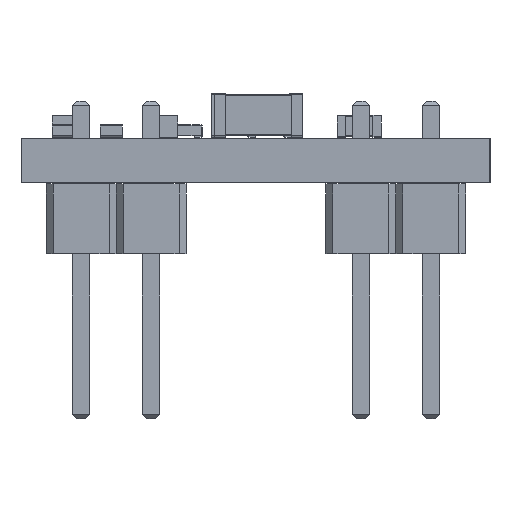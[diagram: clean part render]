
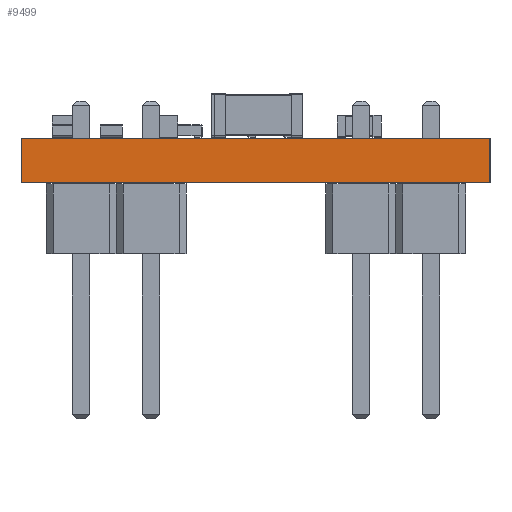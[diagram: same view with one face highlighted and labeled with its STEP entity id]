
A CAD part, left-side view. The second image highlights one B-rep face of the part: STEP entity #9499.
In plain terms, the highlighted planar face has unit normal (-1, 0, 0).
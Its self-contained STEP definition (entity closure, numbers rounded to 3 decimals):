
#9383 = EDGE_CURVE('',#9384,#9386,#9388,.T.);
#9384 = VERTEX_POINT('',#9385);
#9385 = CARTESIAN_POINT('',(186.,-52.,0.));
#9386 = VERTEX_POINT('',#9387);
#9387 = CARTESIAN_POINT('',(186.,-52.,1.6));
#9388 = SURFACE_CURVE('',#9389,(#9393,#9405),.PCURVE_S1.);
#9389 = LINE('',#9390,#9391);
#9390 = CARTESIAN_POINT('',(186.,-52.,0.));
#9391 = VECTOR('',#9392,1.);
#9392 = DIRECTION('',(0.,0.,1.));
#9393 = PCURVE('',#9394,#9399);
#9394 = PLANE('',#9395);
#9395 = AXIS2_PLACEMENT_3D('',#9396,#9397,#9398);
#9396 = CARTESIAN_POINT('',(186.,-52.,0.));
#9397 = DIRECTION('',(0.,1.,0.));
#9398 = DIRECTION('',(1.,0.,0.));
#9399 = DEFINITIONAL_REPRESENTATION('',(#9400),#9404);
#9400 = LINE('',#9401,#9402);
#9401 = CARTESIAN_POINT('',(0.,0.));
#9402 = VECTOR('',#9403,1.);
#9403 = DIRECTION('',(0.,-1.));
#9404 = ( GEOMETRIC_REPRESENTATION_CONTEXT(2) 
PARAMETRIC_REPRESENTATION_CONTEXT() REPRESENTATION_CONTEXT('2D SPACE',''
  ) );
#9405 = PCURVE('',#9406,#9411);
#9406 = PLANE('',#9407);
#9407 = AXIS2_PLACEMENT_3D('',#9408,#9409,#9410);
#9408 = CARTESIAN_POINT('',(186.,-69.,0.));
#9409 = DIRECTION('',(-1.,0.,0.));
#9410 = DIRECTION('',(0.,1.,0.));
#9411 = DEFINITIONAL_REPRESENTATION('',(#9412),#9416);
#9412 = LINE('',#9413,#9414);
#9413 = CARTESIAN_POINT('',(17.,0.));
#9414 = VECTOR('',#9415,1.);
#9415 = DIRECTION('',(0.,-1.));
#9416 = ( GEOMETRIC_REPRESENTATION_CONTEXT(2) 
PARAMETRIC_REPRESENTATION_CONTEXT() REPRESENTATION_CONTEXT('2D SPACE',''
  ) );
#9434 = PLANE('',#9435);
#9435 = AXIS2_PLACEMENT_3D('',#9436,#9437,#9438);
#9436 = CARTESIAN_POINT('',(197.,-60.5,1.6));
#9437 = DIRECTION('',(-0.,-0.,-1.));
#9438 = DIRECTION('',(-1.,0.,0.));
#9488 = PLANE('',#9489);
#9489 = AXIS2_PLACEMENT_3D('',#9490,#9491,#9492);
#9490 = CARTESIAN_POINT('',(197.,-60.5,0.));
#9491 = DIRECTION('',(-0.,-0.,-1.));
#9492 = DIRECTION('',(-1.,0.,0.));
#9499 = ADVANCED_FACE('',(#9500),#9406,.T.);
#9500 = FACE_BOUND('',#9501,.T.);
#9501 = EDGE_LOOP('',(#9502,#9532,#9553,#9554));
#9502 = ORIENTED_EDGE('',*,*,#9503,.T.);
#9503 = EDGE_CURVE('',#9504,#9506,#9508,.T.);
#9504 = VERTEX_POINT('',#9505);
#9505 = CARTESIAN_POINT('',(186.,-69.,0.));
#9506 = VERTEX_POINT('',#9507);
#9507 = CARTESIAN_POINT('',(186.,-69.,1.6));
#9508 = SURFACE_CURVE('',#9509,(#9513,#9520),.PCURVE_S1.);
#9509 = LINE('',#9510,#9511);
#9510 = CARTESIAN_POINT('',(186.,-69.,0.));
#9511 = VECTOR('',#9512,1.);
#9512 = DIRECTION('',(0.,0.,1.));
#9513 = PCURVE('',#9406,#9514);
#9514 = DEFINITIONAL_REPRESENTATION('',(#9515),#9519);
#9515 = LINE('',#9516,#9517);
#9516 = CARTESIAN_POINT('',(0.,0.));
#9517 = VECTOR('',#9518,1.);
#9518 = DIRECTION('',(0.,-1.));
#9519 = ( GEOMETRIC_REPRESENTATION_CONTEXT(2) 
PARAMETRIC_REPRESENTATION_CONTEXT() REPRESENTATION_CONTEXT('2D SPACE',''
  ) );
#9520 = PCURVE('',#9521,#9526);
#9521 = PLANE('',#9522);
#9522 = AXIS2_PLACEMENT_3D('',#9523,#9524,#9525);
#9523 = CARTESIAN_POINT('',(208.,-69.,0.));
#9524 = DIRECTION('',(0.,-1.,0.));
#9525 = DIRECTION('',(-1.,0.,0.));
#9526 = DEFINITIONAL_REPRESENTATION('',(#9527),#9531);
#9527 = LINE('',#9528,#9529);
#9528 = CARTESIAN_POINT('',(22.,0.));
#9529 = VECTOR('',#9530,1.);
#9530 = DIRECTION('',(0.,-1.));
#9531 = ( GEOMETRIC_REPRESENTATION_CONTEXT(2) 
PARAMETRIC_REPRESENTATION_CONTEXT() REPRESENTATION_CONTEXT('2D SPACE',''
  ) );
#9532 = ORIENTED_EDGE('',*,*,#9533,.T.);
#9533 = EDGE_CURVE('',#9506,#9386,#9534,.T.);
#9534 = SURFACE_CURVE('',#9535,(#9539,#9546),.PCURVE_S1.);
#9535 = LINE('',#9536,#9537);
#9536 = CARTESIAN_POINT('',(186.,-69.,1.6));
#9537 = VECTOR('',#9538,1.);
#9538 = DIRECTION('',(0.,1.,0.));
#9539 = PCURVE('',#9406,#9540);
#9540 = DEFINITIONAL_REPRESENTATION('',(#9541),#9545);
#9541 = LINE('',#9542,#9543);
#9542 = CARTESIAN_POINT('',(0.,-1.6));
#9543 = VECTOR('',#9544,1.);
#9544 = DIRECTION('',(1.,0.));
#9545 = ( GEOMETRIC_REPRESENTATION_CONTEXT(2) 
PARAMETRIC_REPRESENTATION_CONTEXT() REPRESENTATION_CONTEXT('2D SPACE',''
  ) );
#9546 = PCURVE('',#9434,#9547);
#9547 = DEFINITIONAL_REPRESENTATION('',(#9548),#9552);
#9548 = LINE('',#9549,#9550);
#9549 = CARTESIAN_POINT('',(11.,-8.5));
#9550 = VECTOR('',#9551,1.);
#9551 = DIRECTION('',(0.,1.));
#9552 = ( GEOMETRIC_REPRESENTATION_CONTEXT(2) 
PARAMETRIC_REPRESENTATION_CONTEXT() REPRESENTATION_CONTEXT('2D SPACE',''
  ) );
#9553 = ORIENTED_EDGE('',*,*,#9383,.F.);
#9554 = ORIENTED_EDGE('',*,*,#9555,.F.);
#9555 = EDGE_CURVE('',#9504,#9384,#9556,.T.);
#9556 = SURFACE_CURVE('',#9557,(#9561,#9568),.PCURVE_S1.);
#9557 = LINE('',#9558,#9559);
#9558 = CARTESIAN_POINT('',(186.,-69.,0.));
#9559 = VECTOR('',#9560,1.);
#9560 = DIRECTION('',(0.,1.,0.));
#9561 = PCURVE('',#9406,#9562);
#9562 = DEFINITIONAL_REPRESENTATION('',(#9563),#9567);
#9563 = LINE('',#9564,#9565);
#9564 = CARTESIAN_POINT('',(0.,0.));
#9565 = VECTOR('',#9566,1.);
#9566 = DIRECTION('',(1.,0.));
#9567 = ( GEOMETRIC_REPRESENTATION_CONTEXT(2) 
PARAMETRIC_REPRESENTATION_CONTEXT() REPRESENTATION_CONTEXT('2D SPACE',''
  ) );
#9568 = PCURVE('',#9488,#9569);
#9569 = DEFINITIONAL_REPRESENTATION('',(#9570),#9574);
#9570 = LINE('',#9571,#9572);
#9571 = CARTESIAN_POINT('',(11.,-8.5));
#9572 = VECTOR('',#9573,1.);
#9573 = DIRECTION('',(0.,1.));
#9574 = ( GEOMETRIC_REPRESENTATION_CONTEXT(2) 
PARAMETRIC_REPRESENTATION_CONTEXT() REPRESENTATION_CONTEXT('2D SPACE',''
  ) );
